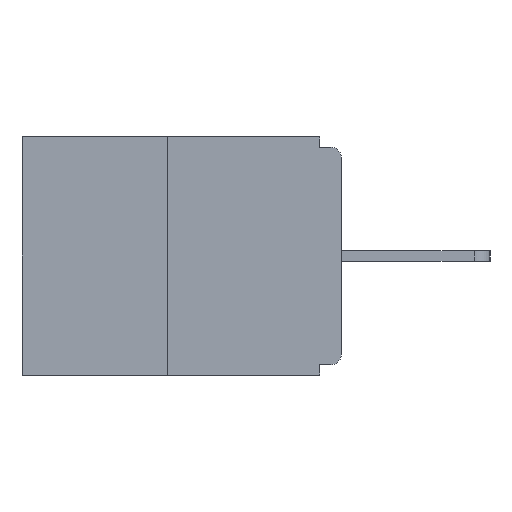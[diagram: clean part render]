
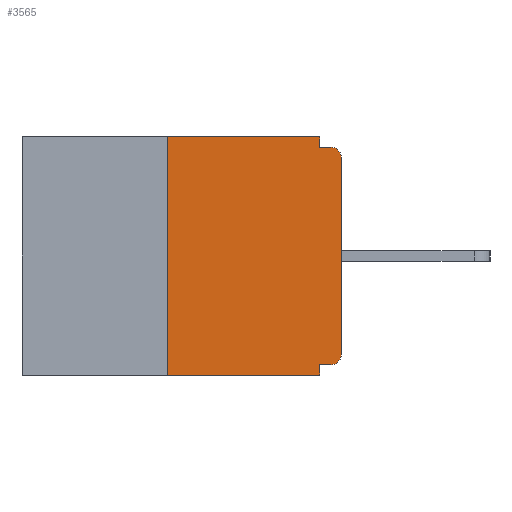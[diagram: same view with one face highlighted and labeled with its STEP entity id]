
A CAD part, left-side view. The second image highlights one B-rep face of the part: STEP entity #3565.
In plain terms, the highlighted planar face has unit normal (-1, 0, 0).
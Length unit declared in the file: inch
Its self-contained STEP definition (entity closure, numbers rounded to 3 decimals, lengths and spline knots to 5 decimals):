
#87 = CARTESIAN_POINT ( 'NONE',  ( 0., 0.031, 0. ) ) ;
#617 = DIRECTION ( 'NONE',  ( 0., 0., 1. ) ) ;
#1151 = DIRECTION ( 'NONE',  ( 0., -1., 0. ) ) ;
#1182 = CARTESIAN_POINT ( 'NONE',  ( 0., 0.031, -0.343 ) ) ;
#1299 = VERTEX_POINT ( 'NONE', #1182 ) ;
#1388 = EDGE_CURVE ( 'NONE', #12139, #1299, #9591, .T. ) ;
#1395 = CARTESIAN_POINT ( 'NONE',  ( 0., 0.46, 0. ) ) ;
#1400 = VECTOR ( 'NONE', #17924, 39.37008 ) ;
#1514 = ORIENTED_EDGE ( 'NONE', *, *, #11142, .F. ) ;
#2293 = CARTESIAN_POINT ( 'NONE',  ( 0., 0., -0.03 ) ) ;
#2698 = DIRECTION ( 'NONE',  ( -1., 0., 0. ) ) ;
#2722 = ORIENTED_EDGE ( 'NONE', *, *, #18284, .T. ) ;
#2829 = PLANE ( 'NONE',  #18519 ) ;
#3037 = EDGE_CURVE ( 'NONE', #5829, #12139, #7870, .T. ) ;
#3192 = EDGE_CURVE ( 'NONE', #4404, #7590, #13389, .T. ) ;
#3411 = VECTOR ( 'NONE', #1151, 39.37008 ) ;
#3483 = ORIENTED_EDGE ( 'NONE', *, *, #5147, .F. ) ;
#3565 = ADVANCED_FACE ( 'NONE', ( #14230 ), #2829, .F. ) ;
#3620 = EDGE_CURVE ( 'NONE', #3741, #7590, #11780, .T. ) ;
#3741 = VERTEX_POINT ( 'NONE', #17103 ) ;
#4258 = LINE ( 'NONE', #15571, #10652 ) ;
#4385 = DIRECTION ( 'NONE',  ( 0., 0., -1. ) ) ;
#4404 = VERTEX_POINT ( 'NONE', #2293 ) ;
#5147 = EDGE_CURVE ( 'NONE', #6681, #11987, #19528, .T. ) ;
#5567 = AXIS2_PLACEMENT_3D ( 'NONE', #11903, #13406, #13604 ) ;
#5829 = VERTEX_POINT ( 'NONE', #11027 ) ;
#6500 = DIRECTION ( 'NONE',  ( 0., 0., -1. ) ) ;
#6681 = VERTEX_POINT ( 'NONE', #12376 ) ;
#7348 = LINE ( 'NONE', #10639, #3411 ) ;
#7590 = VERTEX_POINT ( 'NONE', #15590 ) ;
#7814 = ORIENTED_EDGE ( 'NONE', *, *, #15083, .F. ) ;
#7844 = DIRECTION ( 'NONE',  ( 0., 0., -1. ) ) ;
#7870 = LINE ( 'NONE', #16075, #8631 ) ;
#8203 = VECTOR ( 'NONE', #11725, 39.37008 ) ;
#8631 = VECTOR ( 'NONE', #11273, 39.37008 ) ;
#8636 = CARTESIAN_POINT ( 'NONE',  ( 0., 0.031, 0. ) ) ;
#9342 = CARTESIAN_POINT ( 'NONE',  ( 0., 0.46, 0. ) ) ;
#9591 = LINE ( 'NONE', #9901, #10621 ) ;
#9821 = ORIENTED_EDGE ( 'NONE', *, *, #3192, .T. ) ;
#9894 = CARTESIAN_POINT ( 'NONE',  ( 0., 0., -0.313 ) ) ;
#9901 = CARTESIAN_POINT ( 'NONE',  ( 0., 0.031, -0.343 ) ) ;
#10211 = LINE ( 'NONE', #15003, #18897 ) ;
#10413 = EDGE_CURVE ( 'NONE', #5829, #18008, #14312, .T. ) ;
#10621 = VECTOR ( 'NONE', #6500, 39.37008 ) ;
#10639 = CARTESIAN_POINT ( 'NONE',  ( 0., 0.46, -0.343 ) ) ;
#10652 = VECTOR ( 'NONE', #17174, 39.37008 ) ;
#11027 = CARTESIAN_POINT ( 'NONE',  ( 0., 0.015, -0.328 ) ) ;
#11142 = EDGE_CURVE ( 'NONE', #11987, #3741, #16721, .T. ) ;
#11273 = DIRECTION ( 'NONE',  ( 0., 1., 0. ) ) ;
#11725 = DIRECTION ( 'NONE',  ( 0., 0., -1. ) ) ;
#11780 = LINE ( 'NONE', #17968, #20233 ) ;
#11903 = CARTESIAN_POINT ( 'NONE',  ( 0., 0.015, -0.03 ) ) ;
#11987 = VERTEX_POINT ( 'NONE', #87 ) ;
#12139 = VERTEX_POINT ( 'NONE', #12447 ) ;
#12201 = EDGE_LOOP ( 'NONE', ( #3483, #7814, #2722, #17148, #17021, #15151, #17932, #9821, #12542, #1514 ) ) ;
#12376 = CARTESIAN_POINT ( 'NONE',  ( 0., 0.25, 0. ) ) ;
#12447 = CARTESIAN_POINT ( 'NONE',  ( 0., 0.031, -0.328 ) ) ;
#12542 = ORIENTED_EDGE ( 'NONE', *, *, #3620, .F. ) ;
#12801 = VERTEX_POINT ( 'NONE', #13155 ) ;
#13155 = CARTESIAN_POINT ( 'NONE',  ( 0., 0.25, -0.343 ) ) ;
#13389 = CIRCLE ( 'NONE', #5567, 0.015 ) ;
#13406 = DIRECTION ( 'NONE',  ( -1., 0., 0. ) ) ;
#13604 = DIRECTION ( 'NONE',  ( 0., 0., -1. ) ) ;
#14230 = FACE_OUTER_BOUND ( 'NONE', #12201, .T. ) ;
#14312 = CIRCLE ( 'NONE', #17372, 0.015 ) ;
#15003 = CARTESIAN_POINT ( 'NONE',  ( 0., 0.25, 0. ) ) ;
#15083 = EDGE_CURVE ( 'NONE', #12801, #6681, #10211, .T. ) ;
#15151 = ORIENTED_EDGE ( 'NONE', *, *, #10413, .T. ) ;
#15571 = CARTESIAN_POINT ( 'NONE',  ( 0., 0., 0. ) ) ;
#15590 = CARTESIAN_POINT ( 'NONE',  ( 0., 0.015, -0.015 ) ) ;
#16075 = CARTESIAN_POINT ( 'NONE',  ( 0., 0., -0.328 ) ) ;
#16721 = LINE ( 'NONE', #8636, #8203 ) ;
#17021 = ORIENTED_EDGE ( 'NONE', *, *, #3037, .F. ) ;
#17098 = CARTESIAN_POINT ( 'NONE',  ( 0., 0.015, -0.313 ) ) ;
#17103 = CARTESIAN_POINT ( 'NONE',  ( 0., 0.031, -0.015 ) ) ;
#17148 = ORIENTED_EDGE ( 'NONE', *, *, #1388, .F. ) ;
#17174 = DIRECTION ( 'NONE',  ( 0., 0., 1. ) ) ;
#17372 = AXIS2_PLACEMENT_3D ( 'NONE', #17098, #2698, #4385 ) ;
#17924 = DIRECTION ( 'NONE',  ( 0., -1., 0. ) ) ;
#17932 = ORIENTED_EDGE ( 'NONE', *, *, #19468, .T. ) ;
#17968 = CARTESIAN_POINT ( 'NONE',  ( 0., 0., -0.015 ) ) ;
#18008 = VERTEX_POINT ( 'NONE', #9894 ) ;
#18066 = DIRECTION ( 'NONE',  ( 0., -1., 0. ) ) ;
#18284 = EDGE_CURVE ( 'NONE', #12801, #1299, #7348, .T. ) ;
#18519 = AXIS2_PLACEMENT_3D ( 'NONE', #9342, #20748, #7844 ) ;
#18897 = VECTOR ( 'NONE', #617, 39.37008 ) ;
#19468 = EDGE_CURVE ( 'NONE', #18008, #4404, #4258, .T. ) ;
#19528 = LINE ( 'NONE', #1395, #1400 ) ;
#20233 = VECTOR ( 'NONE', #18066, 39.37008 ) ;
#20748 = DIRECTION ( 'NONE',  ( 1., 0., 0. ) ) ;
